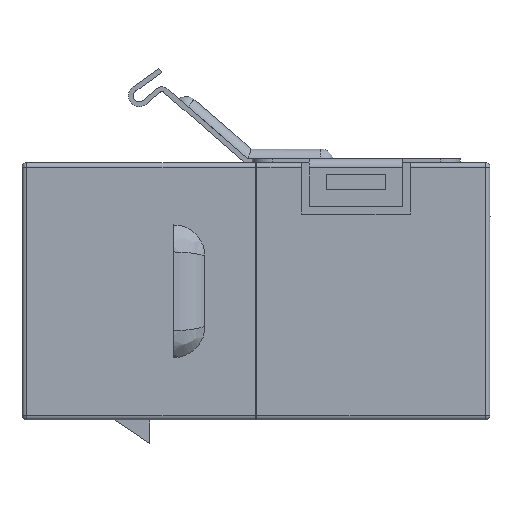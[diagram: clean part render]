
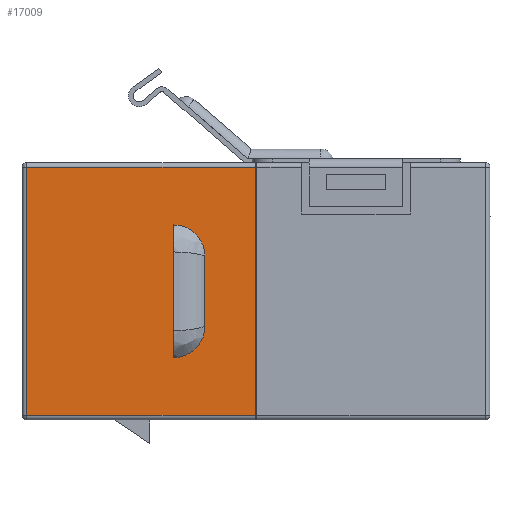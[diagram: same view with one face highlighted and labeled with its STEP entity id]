
A CAD part, left-side view. The second image highlights one B-rep face of the part: STEP entity #17009.
In plain terms, the highlighted planar face has unit normal (-1, 0, 0).
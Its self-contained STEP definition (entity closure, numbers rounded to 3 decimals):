
#215 = AXIS2_PLACEMENT_3D ( 'NONE', #15985, #15995, #15996 ) ;
#4638 = CARTESIAN_POINT ( 'NONE',  ( -7.35, 14.7, 7.95 ) ) ;
#4654 = CARTESIAN_POINT ( 'NONE',  ( -7.35, 3.276, -2.25 ) ) ;
#4714 = CARTESIAN_POINT ( 'NONE',  ( -7.35, 3.276, 2.25 ) ) ;
#4790 = CARTESIAN_POINT ( 'NONE',  ( -7.35, 14.7, -7.95 ) ) ;
#6107 = ORIENTED_EDGE ( 'NONE', *, *, #11289, .T. ) ;
#6108 = ORIENTED_EDGE ( 'NONE', *, *, #11294, .T. ) ;
#6110 = ORIENTED_EDGE ( 'NONE', *, *, #11288, .T. ) ;
#6113 = ORIENTED_EDGE ( 'NONE', *, *, #11293, .T. ) ;
#6114 = ORIENTED_EDGE ( 'NONE', *, *, #11292, .T. ) ;
#6115 = ORIENTED_EDGE ( 'NONE', *, *, #11291, .T. ) ;
#6116 = ORIENTED_EDGE ( 'NONE', *, *, #11290, .T. ) ;
#6540 = VERTEX_POINT ( 'NONE', #4790 ) ;
#6591 = VERTEX_POINT ( 'NONE', #4638 ) ;
#6593 = VERTEX_POINT ( 'NONE', #4654 ) ;
#6602 = VERTEX_POINT ( 'NONE', #4714 ) ;
#7488 = LINE ( 'NONE', #11480, #7490 ) ;
#7489 = CIRCLE ( 'NONE', #14763, 2. ) ;
#7490 = VECTOR ( 'NONE', #11483, 1000. ) ;
#7498 = LINE ( 'NONE', #11549, #7501 ) ;
#7501 = VECTOR ( 'NONE', #11556, 1000. ) ;
#7502 = LINE ( 'NONE', #11553, #7504 ) ;
#7503 = CIRCLE ( 'NONE', #14764, 2. ) ;
#7504 = VECTOR ( 'NONE', #11523, 1000. ) ;
#7505 = LINE ( 'NONE', #11562, #7507 ) ;
#7506 = LINE ( 'NONE', #11586, #7509 ) ;
#7507 = VECTOR ( 'NONE', #11563, 1000. ) ;
#7508 = LINE ( 'NONE', #11594, #7511 ) ;
#7509 = VECTOR ( 'NONE', #11591, 1000. ) ;
#7511 = VECTOR ( 'NONE', #11595, 1000. ) ;
#7987 = ORIENTED_EDGE ( 'NONE', *, *, #11282, .T. ) ;
#10178 = CARTESIAN_POINT ( 'NONE',  ( -7.35, 0.05, -7.95 ) ) ;
#10544 = CARTESIAN_POINT ( 'NONE',  ( -7.35, 5.276, 4.25 ) ) ;
#10785 = CARTESIAN_POINT ( 'NONE',  ( -7.35, 0.05, 7.95 ) ) ;
#10812 = CARTESIAN_POINT ( 'NONE',  ( -7.35, 5.276, -4.25 ) ) ;
#11282 = EDGE_CURVE ( 'NONE', #13008, #13062, #7488, .T. ) ;
#11288 = EDGE_CURVE ( 'NONE', #13942, #13034, #7498, .T. ) ;
#11289 = EDGE_CURVE ( 'NONE', #13034, #6602, #7489, .T. ) ;
#11290 = EDGE_CURVE ( 'NONE', #6602, #6593, #7502, .T. ) ;
#11291 = EDGE_CURVE ( 'NONE', #6593, #13942, #7503, .T. ) ;
#11292 = EDGE_CURVE ( 'NONE', #6591, #6540, #7505, .T. ) ;
#11293 = EDGE_CURVE ( 'NONE', #6540, #13008, #7506, .T. ) ;
#11294 = EDGE_CURVE ( 'NONE', #13062, #6591, #7508, .T. ) ;
#11480 = CARTESIAN_POINT ( 'NONE',  ( -7.35, 0.05, 8.25 ) ) ;
#11483 = DIRECTION ( 'NONE',  ( 0., 0., 1. ) ) ;
#11523 = DIRECTION ( 'NONE',  ( 0., 0., -1. ) ) ;
#11549 = CARTESIAN_POINT ( 'NONE',  ( -7.35, 5.276, 4.25 ) ) ;
#11553 = CARTESIAN_POINT ( 'NONE',  ( -7.35, 3.276, 2.25 ) ) ;
#11556 = DIRECTION ( 'NONE',  ( 0., 0., 1. ) ) ;
#11562 = CARTESIAN_POINT ( 'NONE',  ( -7.35, 14.7, -8.25 ) ) ;
#11563 = DIRECTION ( 'NONE',  ( 0., 0., -1. ) ) ;
#11565 = CARTESIAN_POINT ( 'NONE',  ( -7.35, 5.276, 2.25 ) ) ;
#11567 = DIRECTION ( 'NONE',  ( 1., 0., 0. ) ) ;
#11569 = DIRECTION ( 'NONE',  ( 0., 0., -1. ) ) ;
#11577 = CARTESIAN_POINT ( 'NONE',  ( -7.35, 5.276, -2.25 ) ) ;
#11580 = DIRECTION ( 'NONE',  ( 1., 0., 0. ) ) ;
#11583 = DIRECTION ( 'NONE',  ( 0., 0., -1. ) ) ;
#11586 = CARTESIAN_POINT ( 'NONE',  ( -7.35, 15., -7.95 ) ) ;
#11591 = DIRECTION ( 'NONE',  ( 0., -1., 0. ) ) ;
#11594 = CARTESIAN_POINT ( 'NONE',  ( -7.35, 15., 7.95 ) ) ;
#11595 = DIRECTION ( 'NONE',  ( 0., 1., 0. ) ) ;
#13008 = VERTEX_POINT ( 'NONE', #10178 ) ;
#13034 = VERTEX_POINT ( 'NONE', #10544 ) ;
#13062 = VERTEX_POINT ( 'NONE', #10785 ) ;
#13942 = VERTEX_POINT ( 'NONE', #10812 ) ;
#14763 = AXIS2_PLACEMENT_3D ( 'NONE', #11565, #11567, #11569 ) ;
#14764 = AXIS2_PLACEMENT_3D ( 'NONE', #11577, #11580, #11583 ) ;
#14972 = EDGE_LOOP ( 'NONE', ( #6114, #6113, #7987, #6108 ) ) ;
#15010 = EDGE_LOOP ( 'NONE', ( #6110, #6107, #6116, #6115 ) ) ;
#15985 = CARTESIAN_POINT ( 'NONE',  ( -7.35, 15., -8.25 ) ) ;
#15993 = PLANE ( 'NONE',  #215 ) ;
#15995 = DIRECTION ( 'NONE',  ( 1., 0., 0. ) ) ;
#15996 = DIRECTION ( 'NONE',  ( 0., 0., -1. ) ) ;
#17009 = ADVANCED_FACE ( 'NONE', ( #19417, #19411 ), #15993, .F. ) ;
#19411 = FACE_OUTER_BOUND ( 'NONE', #14972, .T. ) ;
#19417 = FACE_BOUND ( 'NONE', #15010, .T. ) ;
